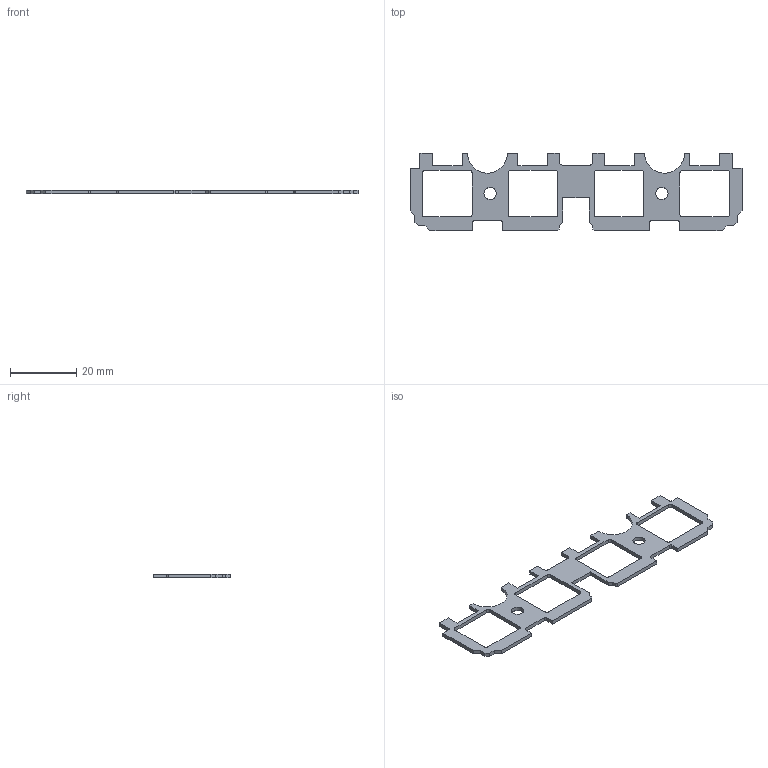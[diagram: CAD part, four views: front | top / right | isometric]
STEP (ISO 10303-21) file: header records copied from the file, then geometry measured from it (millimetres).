
FILE_DESCRIPTION(('KiCad electronic assembly'),'2;1');
FILE_NAME('PCBA-PBF4-SPACER-3D.step','2025-05-14T13:32:52',('Pcbnew'),( 'Kicad'),'Open CASCADE STEP processor 7.6','KiCad to STEP converter' ,'Unknown');
FILE_SCHEMA(('AUTOMOTIVE_DESIGN { 1 0 10303 214 1 1 1 1 }'));
Length unit declared in the file: millimetre
Products named in the file (2): PCBA-PBF4-SPACER-3D 1; PCBA-PBF4-SPACER_PCB
Assembly tree (1 placements, depth 2):
  PCBA-PBF4-SPACER-3D 1
    PCBA-PBF4-SPACER_PCB
Bounding box: 100 x 23.33 x 1.2 mm (x, y, z)
Volume: 1192.4 mm3; surface area: 2673.4 mm2
Topology: 1 solids, 1 shells, 130 faces, 384 edges, 256 vertices
Faces by surface type: plane 102, cylinder 28
Full cylindrical faces by diameter (mm): 3.7 x2
Entity records: 4365 total; most frequent: CARTESIAN_POINT 772, ORIENTED_EDGE 768, DIRECTION 704, EDGE_CURVE 384, LINE 328, VECTOR 328, VERTEX_POINT 256, AXIS2_PLACEMENT_3D 188
